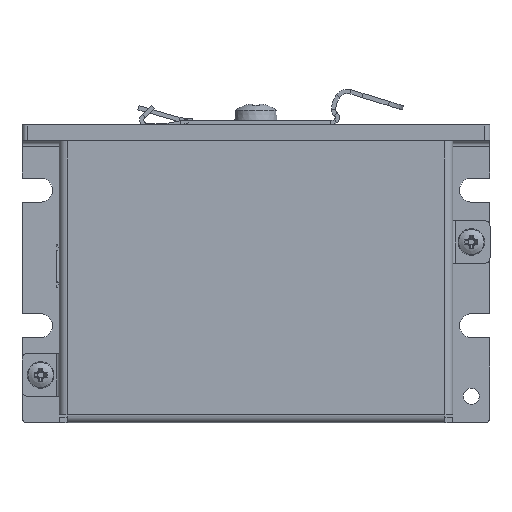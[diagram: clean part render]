
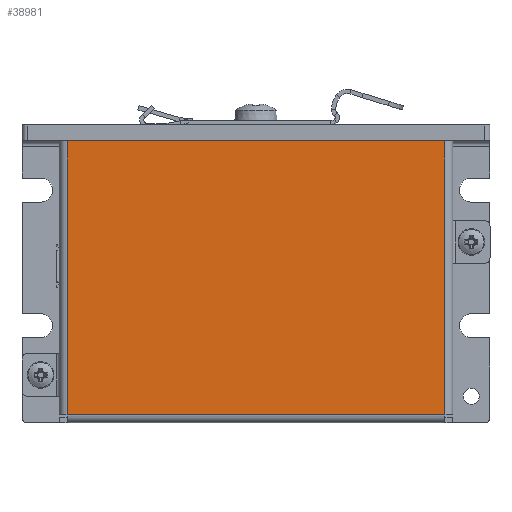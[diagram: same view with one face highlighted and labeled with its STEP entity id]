
A CAD part, left-side view. The second image highlights one B-rep face of the part: STEP entity #38981.
In plain terms, the highlighted planar face has unit normal (-1, 0, 0).
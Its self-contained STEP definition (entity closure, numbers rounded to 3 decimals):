
#617=PLANE('',#41356);
#2278=FACE_OUTER_BOUND('',#4437,.T.);
#4437=EDGE_LOOP('',(#26072,#26073,#26074,#26075));
#6902=LINE('',#56135,#11148);
#6907=LINE('',#56150,#11153);
#6909=LINE('',#56156,#11155);
#6910=LINE('',#56157,#11156);
#11148=VECTOR('',#45193,51.5);
#11153=VECTOR('',#45208,71.);
#11155=VECTOR('',#45214,71.);
#11156=VECTOR('',#45215,51.5);
#16456=VERTEX_POINT('',#56126);
#16457=VERTEX_POINT('',#56130);
#16462=VERTEX_POINT('',#56149);
#16464=VERTEX_POINT('',#56155);
#20167=EDGE_CURVE('',#16456,#16457,#6902,.T.);
#20174=EDGE_CURVE('',#16462,#16456,#6907,.T.);
#20177=EDGE_CURVE('',#16464,#16457,#6909,.T.);
#20178=EDGE_CURVE('',#16464,#16462,#6910,.T.);
#26072=ORIENTED_EDGE('',*,*,#20167,.T.);
#26073=ORIENTED_EDGE('',*,*,#20177,.F.);
#26074=ORIENTED_EDGE('',*,*,#20178,.T.);
#26075=ORIENTED_EDGE('',*,*,#20174,.T.);
#38981=ADVANCED_FACE('',(#2278),#617,.F.);
#41356=AXIS2_PLACEMENT_3D('',#56154,#45212,#45213);
#45193=DIRECTION('',(0.,0.,1.));
#45208=DIRECTION('',(0.,-1.,0.));
#45212=DIRECTION('center_axis',(1.,0.,0.));
#45213=DIRECTION('ref_axis',(0.,0.,-1.));
#45214=DIRECTION('',(0.,-1.,0.));
#45215=DIRECTION('',(0.,0.,-1.));
#56126=CARTESIAN_POINT('',(-24.594,-20.088,9.229));
#56130=CARTESIAN_POINT('',(-24.594,-20.088,60.729));
#56135=CARTESIAN_POINT('',(-24.594,-20.088,9.229));
#56149=CARTESIAN_POINT('',(-24.594,50.912,9.229));
#56150=CARTESIAN_POINT('',(-24.594,50.912,9.229));
#56154=CARTESIAN_POINT('Origin',(-24.594,15.412,34.229));
#56155=CARTESIAN_POINT('',(-24.594,50.912,60.729));
#56156=CARTESIAN_POINT('',(-24.594,50.912,60.729));
#56157=CARTESIAN_POINT('',(-24.594,50.912,60.729));
